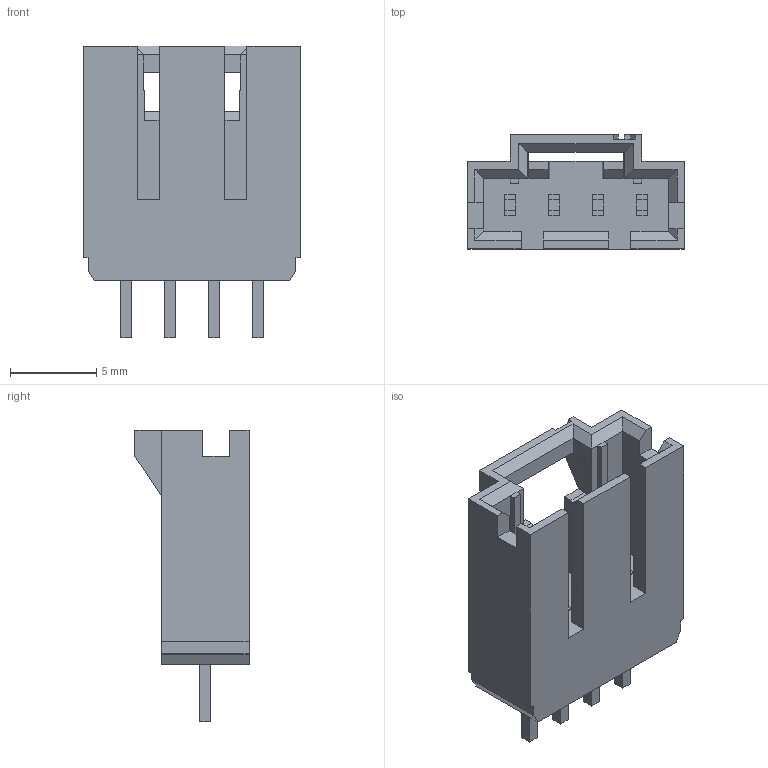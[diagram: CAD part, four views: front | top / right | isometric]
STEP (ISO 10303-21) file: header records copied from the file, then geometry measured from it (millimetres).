
FILE_DESCRIPTION(('FreeCAD Model'),'2;1');
FILE_NAME('Open CASCADE Shape Model','2022-07-03T15:02:02',('Author'),( ''),'Open CASCADE STEP processor 7.4','FreeCAD','Unknown');
FILE_SCHEMA(('AUTOMOTIVE_DESIGN { 1 0 10303 214 1 1 1 1 }'));
Length unit declared in the file: millimetre
Products named in the file (1): C-5-103908-3
Bounding box: 12.57 x 6.6 x 16.89 mm (x, y, z)
Volume: 539.5 mm3; surface area: 918.4 mm2
Topology: 1 solids, 1 shells, 135 faces, 362 edges, 235 vertices
Faces by surface type: plane 133, cylinder 2
Entity records: 4941 total; most frequent: CARTESIAN_POINT 733, ORIENTED_EDGE 724, DIRECTION 638, EDGE_CURVE 362, LINE 358, VECTOR 358, VERTEX_POINT 235, FACE_BOUND 143
